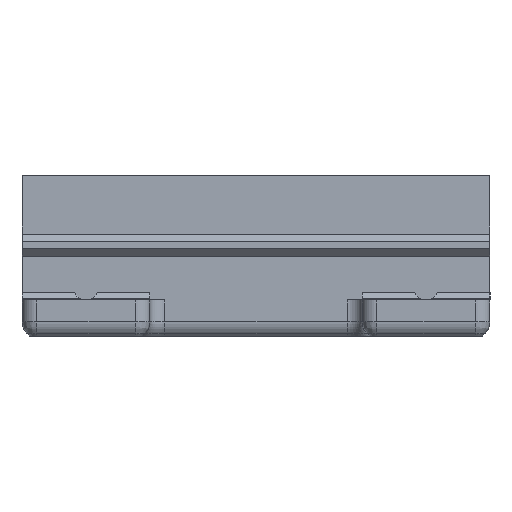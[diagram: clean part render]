
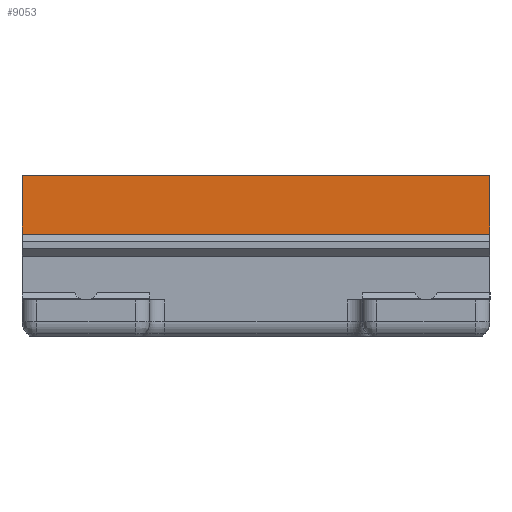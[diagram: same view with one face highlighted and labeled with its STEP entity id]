
A CAD part, left-side view. The second image highlights one B-rep face of the part: STEP entity #9053.
In plain terms, the highlighted planar face has unit normal (-1, 0, 0).
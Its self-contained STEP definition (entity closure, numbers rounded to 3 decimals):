
#449=PLANE('',#9851);
#879=FACE_OUTER_BOUND('',#1403,.T.);
#1403=EDGE_LOOP('',(#7443,#7444,#7445,#7446));
#2063=LINE('',#14436,#2989);
#2125=LINE('',#14574,#3051);
#2169=LINE('',#14698,#3095);
#2170=LINE('',#14700,#3096);
#2989=VECTOR('',#11559,10.);
#3051=VECTOR('',#11657,10.);
#3095=VECTOR('',#11777,10.);
#3096=VECTOR('',#11780,10.);
#4229=VERTEX_POINT('',#14433);
#4230=VERTEX_POINT('',#14435);
#4287=VERTEX_POINT('',#14571);
#4288=VERTEX_POINT('',#14573);
#5297=EDGE_CURVE('',#4230,#4229,#2063,.T.);
#5367=EDGE_CURVE('',#4288,#4287,#2125,.T.);
#5428=EDGE_CURVE('',#4287,#4230,#2169,.T.);
#5429=EDGE_CURVE('',#4288,#4229,#2170,.T.);
#7443=ORIENTED_EDGE('',*,*,#5429,.F.);
#7444=ORIENTED_EDGE('',*,*,#5367,.T.);
#7445=ORIENTED_EDGE('',*,*,#5428,.T.);
#7446=ORIENTED_EDGE('',*,*,#5297,.T.);
#9053=ADVANCED_FACE('',(#879),#449,.T.);
#9851=AXIS2_PLACEMENT_3D('',#14699,#11778,#11779);
#11559=DIRECTION('',(0.,0.,1.));
#11657=DIRECTION('',(0.,0.,-1.));
#11777=DIRECTION('',(0.,-1.,0.));
#11778=DIRECTION('center_axis',(-1.,0.,0.));
#11779=DIRECTION('ref_axis',(0.,1.,0.));
#11780=DIRECTION('',(0.,-1.,0.));
#14433=CARTESIAN_POINT('',(-2.,-2.,20.));
#14435=CARTESIAN_POINT('',(-2.,-2.,12.));
#14436=CARTESIAN_POINT('',(-2.,-2.,0.));
#14571=CARTESIAN_POINT('',(-2.,62.,12.));
#14573=CARTESIAN_POINT('',(-2.,62.,20.));
#14574=CARTESIAN_POINT('',(-2.,62.,0.));
#14698=CARTESIAN_POINT('',(-2.,44.5,12.));
#14699=CARTESIAN_POINT('Origin',(-2.,44.5,0.));
#14700=CARTESIAN_POINT('',(-2.,-2.,20.));
